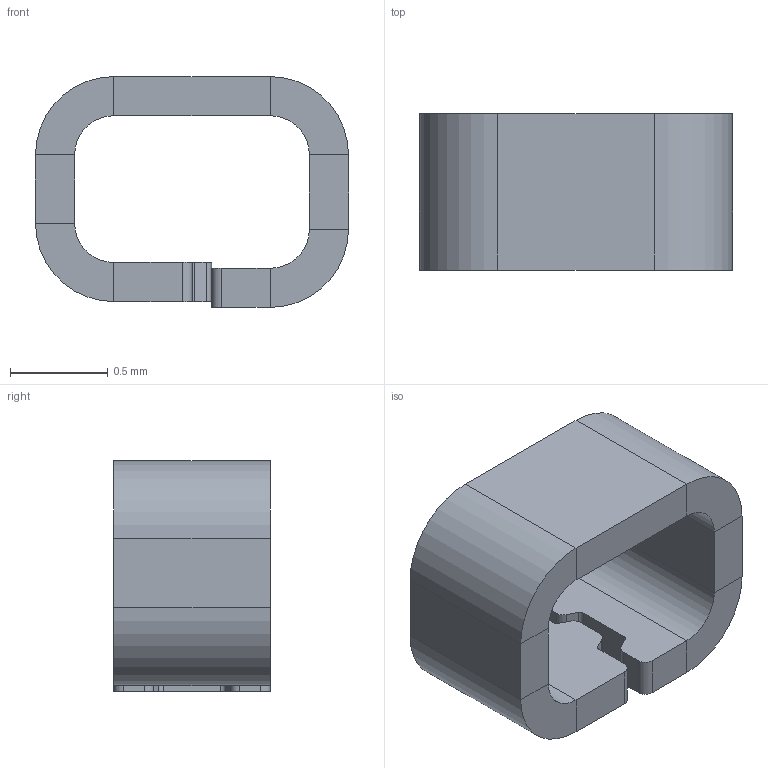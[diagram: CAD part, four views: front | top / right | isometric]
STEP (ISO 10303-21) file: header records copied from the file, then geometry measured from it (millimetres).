
FILE_DESCRIPTION(/* description */ (''),/* implementation_level */ '2;1');
FILE_NAME(/* name */ 'HARWING_S2761-46R.stp',/* time_stamp */ '2017-02-16T15:48:55+01:00',/* author */ ('jchouvet'),/* organization */ (''),/* preprocessor_version */ 'ST-DEVELOPER v16.1',/* originating_system */ 'AutoCAD Mechanical',/* authorisation */ '');
FILE_SCHEMA (('AUTOMOTIVE_DESIGN { 1 0 10303 214 3 1 1 }'));
Length unit declared in the file: millimetre
Products named in the file (1): Product
Bounding box: 1.6 x 0.8 x 1.18 mm (x, y, z)
Volume: 0.7 mm3; surface area: 8.5 mm2
Topology: 1 solids, 1 shells, 58 faces, 136 edges, 80 vertices
Faces by surface type: plane 38, cylinder 20
Entity records: 1656 total; most frequent: DIRECTION 294, CARTESIAN_POINT 275, ORIENTED_EDGE 272, EDGE_CURVE 136, AXIS2_PLACEMENT_3D 99, LINE 96, VECTOR 96, VERTEX_POINT 80
